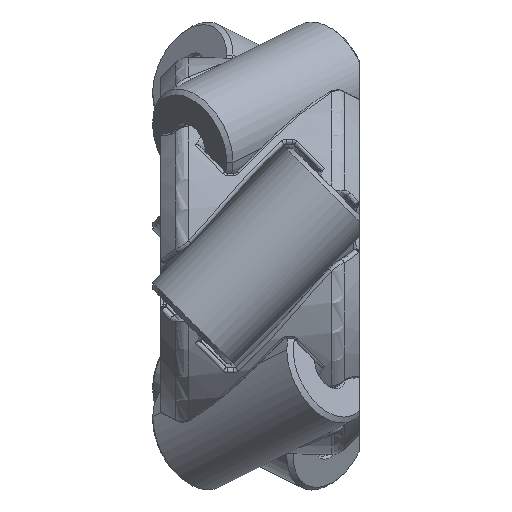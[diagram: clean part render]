
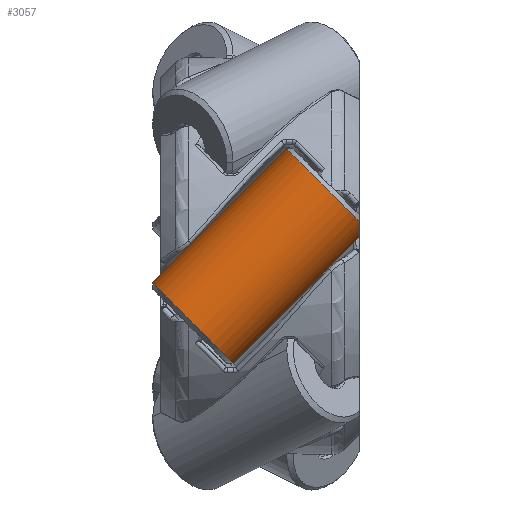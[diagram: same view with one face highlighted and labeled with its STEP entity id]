
A CAD part, left-side view. The second image highlights one B-rep face of the part: STEP entity #3057.
In plain terms, the highlighted cylindrical face has radius 6.35 mm (diameter 12.7 mm), a partial arc.
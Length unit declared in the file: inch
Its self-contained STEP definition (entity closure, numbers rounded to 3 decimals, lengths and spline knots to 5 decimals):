
#124 = VECTOR ( 'NONE', #20662, 39.37008 ) ;
#991 = VERTEX_POINT ( 'NONE', #13949 ) ;
#1485 = CARTESIAN_POINT ( 'NONE',  ( -0.75, 0.13258, -0.48614 ) ) ;
#1860 = CARTESIAN_POINT ( 'NONE',  ( -0.89836, -0.4375, 0.15293 ) ) ;
#2766 = DIRECTION ( 'NONE',  ( 0., 0.707, -0.707 ) ) ;
#2888 = FACE_OUTER_BOUND ( 'NONE', #9918, .T. ) ;
#3057 = ADVANCED_FACE ( 'NONE', ( #2888 ), #5986, .T. ) ;
#3394 = VERTEX_POINT ( 'NONE', #15951 ) ;
#3454 = CARTESIAN_POINT ( 'NONE',  ( -0.75, -0.4375, 0.08395 ) ) ;
#4040 = CARTESIAN_POINT ( 'NONE',  ( -0.75, -0.4375, 0.08395 ) ) ;
#4197 = CIRCLE ( 'NONE', #19839, 0.25 ) ;
#4337 = CARTESIAN_POINT ( 'NONE',  ( -0.75, -0.11844, 0.47199 ) ) ;
#4358 = EDGE_CURVE ( 'NONE', #3394, #11493, #4197, .T. ) ;
#4559 = CIRCLE ( 'NONE', #6610, 0.25 ) ;
#5085 = EDGE_CURVE ( 'NONE', #20929, #991, #4559, .T. ) ;
#5986 = CYLINDRICAL_SURFACE ( 'NONE', #6952, 0.25 ) ;
#6075 = LINE ( 'NONE', #1485, #124 ) ;
#6290 = LINE ( 'NONE', #19184, #17429 ) ;
#6309 = DIRECTION ( 'NONE',  ( 0., -0.707, -0.707 ) ) ;
#6610 = AXIS2_PLACEMENT_3D ( 'NONE', #10867, #19059, #17143 ) ;
#6805 = ORIENTED_EDGE ( 'NONE', *, *, #5085, .F. ) ;
#6865 = CARTESIAN_POINT ( 'NONE',  ( -0.80385, -0.4375, 0.08395 ) ) ;
#6952 = AXIS2_PLACEMENT_3D ( 'NONE', #17496, #17702, #6309 ) ;
#8814 = VERTEX_POINT ( 'NONE', #4040 ) ;
#8936 = EDGE_CURVE ( 'NONE', #8814, #11493, #6075, .T. ) ;
#9918 = EDGE_LOOP ( 'NONE', ( #6805, #17033, #17158, #12185, #18057 ) ) ;
#10196 = DIRECTION ( 'NONE',  ( 0., -0.707, 0.707 ) ) ;
#10500 =( BOUNDED_CURVE ( )  B_SPLINE_CURVE ( 3, ( #3454, #6865, #18264, #1860 ),
 .UNSPECIFIED., .F., .F. ) 
 B_SPLINE_CURVE_WITH_KNOTS ( ( 4, 4 ),
 ( 0., 0.63533 ),
 .UNSPECIFIED. ) 
 CURVE ( )  GEOMETRIC_REPRESENTATION_ITEM ( )  RATIONAL_B_SPLINE_CURVE ( ( 1., 0.967, 0.967, 1. ) ) 
 REPRESENTATION_ITEM ( '' )  );
#10867 = CARTESIAN_POINT ( 'NONE',  ( -0.75, -0.29522, 0.29522 ) ) ;
#11022 = CARTESIAN_POINT ( 'NONE',  ( -0.75, 0.11844, -0.47199 ) ) ;
#11493 = VERTEX_POINT ( 'NONE', #11022 ) ;
#11679 = DIRECTION ( 'NONE',  ( 0., -0.707, -0.707 ) ) ;
#11751 = EDGE_CURVE ( 'NONE', #8814, #991, #10500, .T. ) ;
#12185 = ORIENTED_EDGE ( 'NONE', *, *, #8936, .F. ) ;
#13949 = CARTESIAN_POINT ( 'NONE',  ( -0.89836, -0.4375, 0.15293 ) ) ;
#14987 = CARTESIAN_POINT ( 'NONE',  ( -0.75, 0.29522, -0.29522 ) ) ;
#15915 = EDGE_CURVE ( 'NONE', #20929, #3394, #6290, .T. ) ;
#15951 = CARTESIAN_POINT ( 'NONE',  ( -0.75, 0.47199, -0.11844 ) ) ;
#17033 = ORIENTED_EDGE ( 'NONE', *, *, #15915, .T. ) ;
#17143 = DIRECTION ( 'NONE',  ( 0., -0.707, -0.707 ) ) ;
#17158 = ORIENTED_EDGE ( 'NONE', *, *, #4358, .T. ) ;
#17429 = VECTOR ( 'NONE', #2766, 39.37008 ) ;
#17496 = CARTESIAN_POINT ( 'NONE',  ( -0.75, 0.30936, -0.30936 ) ) ;
#17702 = DIRECTION ( 'NONE',  ( 0., 0.707, -0.707 ) ) ;
#18057 = ORIENTED_EDGE ( 'NONE', *, *, #11751, .T. ) ;
#18264 = CARTESIAN_POINT ( 'NONE',  ( -0.85502, -0.4375, 0.10774 ) ) ;
#19059 = DIRECTION ( 'NONE',  ( 0., -0.707, 0.707 ) ) ;
#19184 = CARTESIAN_POINT ( 'NONE',  ( -0.75, 0.48614, -0.13258 ) ) ;
#19839 = AXIS2_PLACEMENT_3D ( 'NONE', #14987, #10196, #11679 ) ;
#20662 = DIRECTION ( 'NONE',  ( 0., 0.707, -0.707 ) ) ;
#20929 = VERTEX_POINT ( 'NONE', #4337 ) ;
